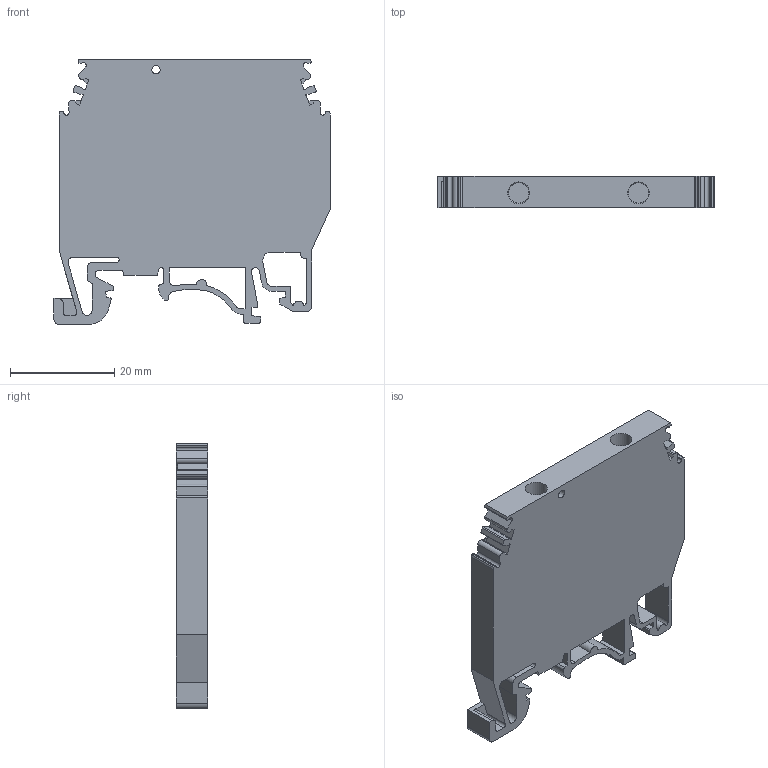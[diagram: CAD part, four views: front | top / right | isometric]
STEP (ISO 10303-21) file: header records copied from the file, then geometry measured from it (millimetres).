
FILE_DESCRIPTION(/* description */ ('Unknown'),/* implementation_level */ '2;1');
FILE_NAME(/* name */ '6KULTD4WSH',/* time_stamp */ '2016-10-12T11:46:58+05:00',/* author */ ('Unknown'),/* organization */ ('Unknown'),/* preprocessor_version */ 'ST-DEVELOPER v16',/* originating_system */ 'DEX',/* authorisation */ $);
FILE_SCHEMA (('AUTOMOTIVE_DESIGN {1 0 10303 214 3 1 1}'));
Length unit declared in the file: millimetre
Products named in the file (1): 6KULTD4WSH
Bounding box: 53 x 6 x 50.85 mm (x, y, z)
Volume: 12159.8 mm3; surface area: 6899.2 mm2
Topology: 1 solids, 1 shells, 177 faces, 516 edges, 343 vertices
Faces by surface type: plane 106, cylinder 69, torus 2
Full cylindrical faces by diameter (mm): 1.6 x1, 4.2 x4
Entity records: 5866 total; most frequent: CARTESIAN_POINT 1028, ORIENTED_EDGE 1016, DIRECTION 1002, EDGE_CURVE 508, LINE 370, VECTOR 370, VERTEX_POINT 342, AXIS2_PLACEMENT_3D 316
